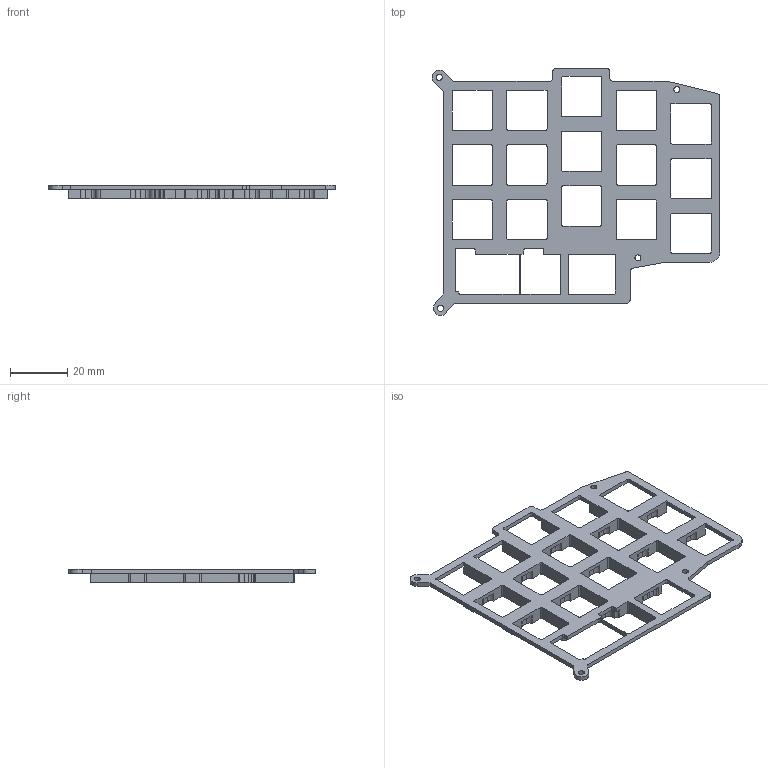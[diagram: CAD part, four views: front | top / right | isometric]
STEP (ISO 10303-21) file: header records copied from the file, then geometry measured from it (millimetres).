
FILE_DESCRIPTION(/* description */ (''),/* implementation_level */ '2;1');
FILE_NAME(/* name */ 'Le_Chiffre_Thick_Plate UNIVERSAL-RIGHT.step',/* time_stamp */ '2024-05-29T13:10:23-04:00',/* author */ (''),/* organization */ (''),/* preprocessor_version */ 'ST-DEVELOPER v20',/* originating_system */ 'Autodesk Translation Framework v12.20.1.177',/* authorisation */ '');
FILE_SCHEMA (('AUTOMOTIVE_DESIGN { 1 0 10303 214 3 1 1 }'));
Length unit declared in the file: millimetre
Products named in the file (1): (Unsaved)
Bounding box: 100.19 x 86.06 x 4.75 mm (x, y, z)
Volume: 11114.3 mm3; surface area: 11399.6 mm2
Topology: 1 solids, 1 shells, 291 faces, 886 edges, 585 vertices
Faces by surface type: plane 164, cylinder 127
Full cylindrical faces by diameter (mm): 2.1 x4
Entity records: 10055 total; most frequent: ORIENTED_EDGE 1772, CARTESIAN_POINT 1763, DIRECTION 1724, EDGE_CURVE 886, LINE 632, VECTOR 632, VERTEX_POINT 585, AXIS2_PLACEMENT_3D 546
